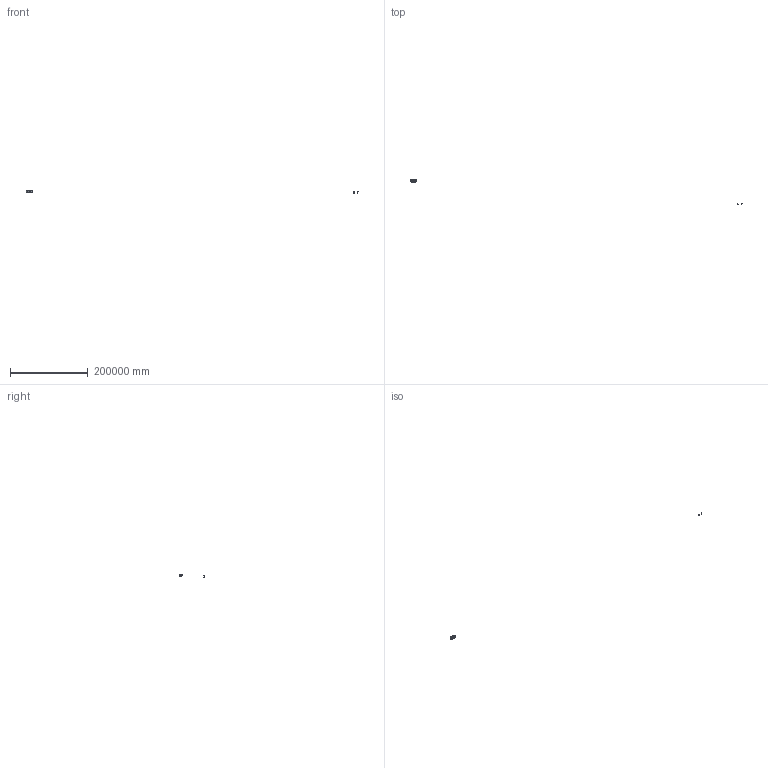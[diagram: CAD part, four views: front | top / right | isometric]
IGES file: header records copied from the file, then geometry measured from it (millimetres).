
Global section: file name: SLS-1776 N17-B; native system: AutoCAD 2016 - English; preprocessor: Autodesk Translation Framework DWG producer (atf_dwg_producer); organization: unknown; date: 20170221.153221; units: centimetre
Bounding box: 852183.35 x 64816.47 x 6412.85 mm (x, y, z)
Volume: 57983581121.2 mm3; surface area: 486404342.1 mm2
Topology: 5 solids, 5 shells, 138 faces, 391 edges, 265 vertices
Faces by surface type: bspline 138
